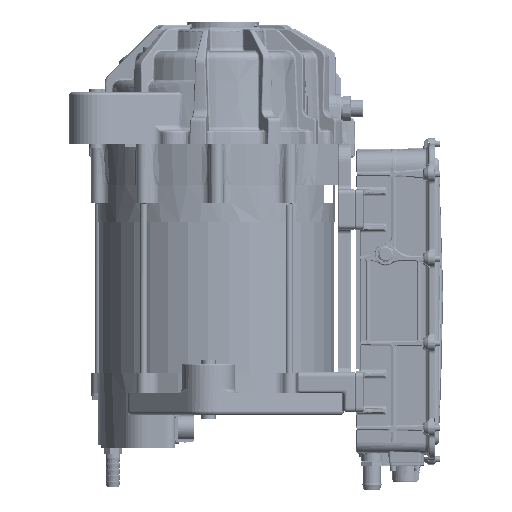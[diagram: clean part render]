
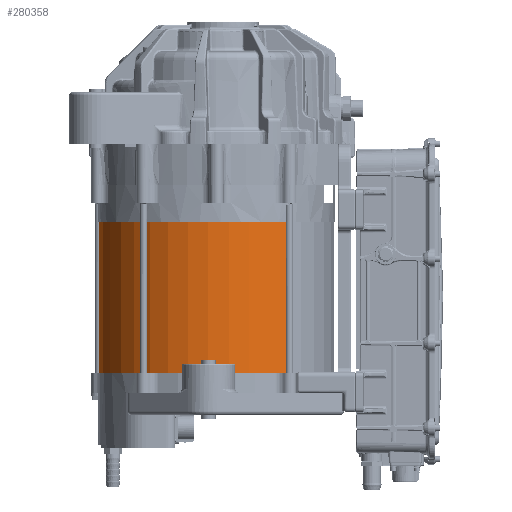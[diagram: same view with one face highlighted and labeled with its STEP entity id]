
A CAD part, front view. The second image highlights one B-rep face of the part: STEP entity #280358.
In plain terms, the highlighted cylindrical face has radius 132.5 mm (diameter 265 mm), a partial arc.
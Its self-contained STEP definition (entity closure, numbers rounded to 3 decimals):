
#4266 = DIRECTION ( 'NONE',  ( -0.588, 0.809, 0. ) ) ;
#6275 = CARTESIAN_POINT ( 'NONE',  ( 58.19, -218.872, -257.1 ) ) ;
#10827 = CARTESIAN_POINT ( 'NONE',  ( 58.19, -218.872, -120.1 ) ) ;
#11609 = EDGE_CURVE ( 'NONE', #158183, #66453, #213855, .T. ) ;
#60867 = DIRECTION ( 'NONE',  ( 0., 0., -1. ) ) ;
#61364 = CARTESIAN_POINT ( 'NONE',  ( -19.692, -111.677, -257.1 ) ) ;
#65005 = VECTOR ( 'NONE', #60867, 1000. ) ;
#66453 = VERTEX_POINT ( 'NONE', #220244 ) ;
#74558 = ORIENTED_EDGE ( 'NONE', *, *, #81445, .T. ) ;
#79415 = CARTESIAN_POINT ( 'NONE',  ( -19.692, -111.677, -87. ) ) ;
#81445 = EDGE_CURVE ( 'NONE', #66453, #226814, #181540, .T. ) ;
#90332 = VECTOR ( 'NONE', #258157, 1000. ) ;
#101627 = ORIENTED_EDGE ( 'NONE', *, *, #11609, .T. ) ;
#109075 = CYLINDRICAL_SURFACE ( 'NONE', #296706, 132.5 ) ;
#120710 = CIRCLE ( 'NONE', #295893, 132.5 ) ;
#127421 = VERTEX_POINT ( 'NONE', #6275 ) ;
#129481 = DIRECTION ( 'NONE',  ( 0., 0., -1. ) ) ;
#131045 = CARTESIAN_POINT ( 'NONE',  ( -19.692, -111.677, -120.1 ) ) ;
#147196 = ORIENTED_EDGE ( 'NONE', *, *, #203537, .F. ) ;
#149392 = EDGE_LOOP ( 'NONE', ( #247769, #101627, #74558, #147196 ) ) ;
#156913 = DIRECTION ( 'NONE',  ( -0.588, 0.809, 0. ) ) ;
#158183 = VERTEX_POINT ( 'NONE', #303908 ) ;
#158281 = CARTESIAN_POINT ( 'NONE',  ( -97.573, -4.482, -257.1 ) ) ;
#181540 = LINE ( 'NONE', #255128, #90332 ) ;
#183006 = LINE ( 'NONE', #10827, #65005 ) ;
#188782 = AXIS2_PLACEMENT_3D ( 'NONE', #79415, #218936, #4266 ) ;
#203537 = EDGE_CURVE ( 'NONE', #127421, #226814, #120710, .T. ) ;
#213855 = CIRCLE ( 'NONE', #188782, 132.5 ) ;
#218936 = DIRECTION ( 'NONE',  ( 0., 0., -1. ) ) ;
#220244 = CARTESIAN_POINT ( 'NONE',  ( -97.573, -4.482, -87. ) ) ;
#225106 = FACE_OUTER_BOUND ( 'NONE', #149392, .T. ) ;
#226814 = VERTEX_POINT ( 'NONE', #158281 ) ;
#227492 = DIRECTION ( 'NONE',  ( 0., 0., -1. ) ) ;
#247769 = ORIENTED_EDGE ( 'NONE', *, *, #309111, .F. ) ;
#255128 = CARTESIAN_POINT ( 'NONE',  ( -97.573, -4.482, -120.1 ) ) ;
#258157 = DIRECTION ( 'NONE',  ( 0., 0., -1. ) ) ;
#270540 = DIRECTION ( 'NONE',  ( -0.588, 0.809, 0. ) ) ;
#280358 = ADVANCED_FACE ( 'NONE', ( #225106 ), #109075, .T. ) ;
#295893 = AXIS2_PLACEMENT_3D ( 'NONE', #61364, #227492, #156913 ) ;
#296706 = AXIS2_PLACEMENT_3D ( 'NONE', #131045, #129481, #270540 ) ;
#303908 = CARTESIAN_POINT ( 'NONE',  ( 58.19, -218.872, -87. ) ) ;
#309111 = EDGE_CURVE ( 'NONE', #158183, #127421, #183006, .T. ) ;
